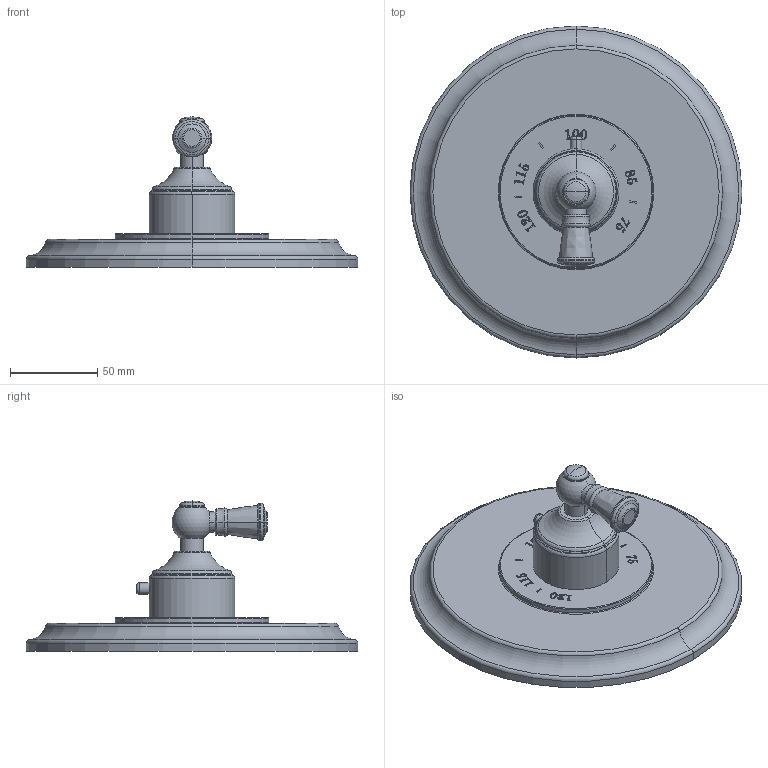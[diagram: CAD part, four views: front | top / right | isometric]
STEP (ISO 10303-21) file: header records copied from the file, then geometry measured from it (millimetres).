
FILE_DESCRIPTION((''),'2;1');
FILE_NAME('3-2414TR','2020-12-04T10:52:13',('jinson.thomas'),(''),'CREO PARAMETRIC BY PTC INC, 2018400','CREO PARAMETRIC BY PTC INC, 2018400','');
FILE_SCHEMA(('CONFIG_CONTROL_DESIGN'));
Length unit declared in the file: inch
Products named in the file (1): 3-2414TR
Bounding box: 190.5 x 190.5 x 86.21 mm (x, y, z)
Volume: 495838 mm3; surface area: 71789.8 mm2
Topology: 1 solids, 1 shells, 735 faces, 1981 edges, 1300 vertices
Faces by surface type: extrusion 490, plane 171, torus 42, cylinder 14, cone 8, sphere 6, bspline 4
Entity records: 27215 total; most frequent: CARTESIAN_POINT 10597, ORIENTED_EDGE 3954, DIRECTION 2104, EDGE_CURVE 1977, B_SPLINE_CURVE_WITH_KNOTS 1478, VECTOR 1336, VERTEX_POINT 1300, LINE 846
